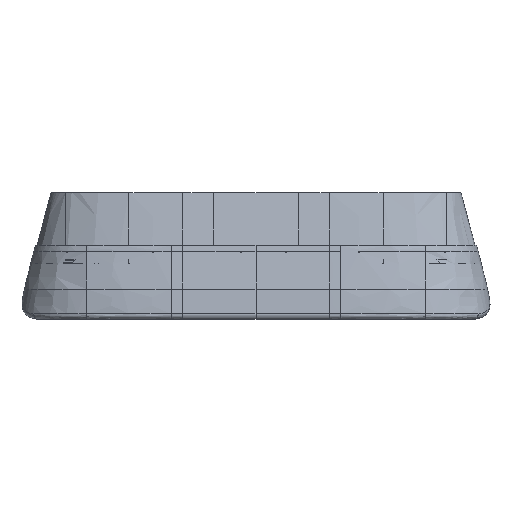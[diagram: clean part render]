
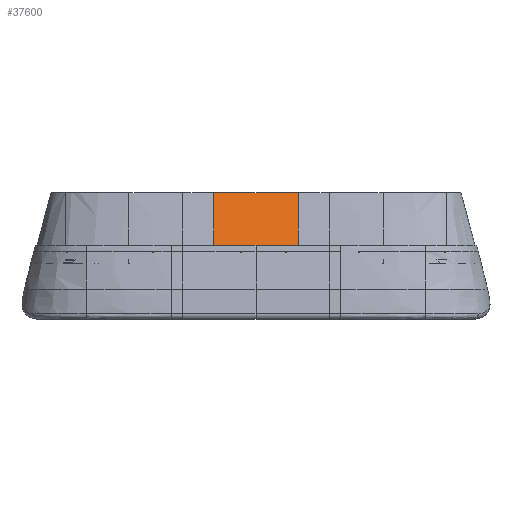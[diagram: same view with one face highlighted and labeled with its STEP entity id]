
A CAD part, top view. The second image highlights one B-rep face of the part: STEP entity #37600.
In plain terms, the highlighted planar face has unit normal (0, 0.259, 0.966).
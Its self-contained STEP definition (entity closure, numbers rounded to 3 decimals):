
#103=ELLIPSE('',#40383,1.5,1.5);
#104=ELLIPSE('',#40384,1.5,1.5);
#3652=FACE_BOUND('',#8678,.T.);
#3653=FACE_BOUND('',#8679,.T.);
#4325=PLANE('',#40382);
#5946=FACE_OUTER_BOUND('',#8677,.T.);
#8677=EDGE_LOOP('',(#32512,#32513,#32514,#32515,#32516,#32517,#32518,#32519,
#32520,#32521,#32522,#32523));
#8678=EDGE_LOOP('',(#32524));
#8679=EDGE_LOOP('',(#32525));
#11193=LINE('',#79807,#13581);
#11195=LINE('',#79811,#13583);
#11200=LINE('',#79821,#13588);
#11207=LINE('',#79835,#13595);
#11218=LINE('',#79857,#13606);
#11221=LINE('',#79863,#13609);
#11227=LINE('',#79873,#13615);
#11228=LINE('',#79875,#13616);
#11229=LINE('',#79877,#13617);
#11230=LINE('',#79879,#13618);
#11231=LINE('',#79881,#13619);
#11232=LINE('',#79882,#13620);
#13581=VECTOR('',#46921,10.);
#13583=VECTOR('',#46925,10.);
#13588=VECTOR('',#46932,10.);
#13595=VECTOR('',#46943,10.);
#13606=VECTOR('',#46958,10.);
#13609=VECTOR('',#46963,10.);
#13615=VECTOR('',#46971,10.);
#13616=VECTOR('',#46972,10.);
#13617=VECTOR('',#46973,10.);
#13618=VECTOR('',#46974,10.);
#13619=VECTOR('',#46975,10.);
#13620=VECTOR('',#46976,10.);
#17839=VERTEX_POINT('',#79804);
#17840=VERTEX_POINT('',#79806);
#17841=VERTEX_POINT('',#79810);
#17845=VERTEX_POINT('',#79819);
#17849=VERTEX_POINT('',#79833);
#17850=VERTEX_POINT('',#79834);
#17859=VERTEX_POINT('',#79856);
#17861=VERTEX_POINT('',#79862);
#17865=VERTEX_POINT('',#79874);
#17866=VERTEX_POINT('',#79876);
#17867=VERTEX_POINT('',#79878);
#17868=VERTEX_POINT('',#79880);
#17869=VERTEX_POINT('',#79883);
#17870=VERTEX_POINT('',#79885);
#22864=EDGE_CURVE('',#17840,#17839,#11193,.T.);
#22866=EDGE_CURVE('',#17839,#17841,#11195,.T.);
#22871=EDGE_CURVE('',#17841,#17845,#11200,.T.);
#22878=EDGE_CURVE('',#17849,#17850,#11207,.T.);
#22889=EDGE_CURVE('',#17859,#17849,#11218,.T.);
#22892=EDGE_CURVE('',#17861,#17859,#11221,.T.);
#22898=EDGE_CURVE('',#17845,#17861,#11227,.T.);
#22899=EDGE_CURVE('',#17850,#17865,#11228,.T.);
#22900=EDGE_CURVE('',#17866,#17865,#11229,.T.);
#22901=EDGE_CURVE('',#17867,#17866,#11230,.T.);
#22902=EDGE_CURVE('',#17867,#17868,#11231,.T.);
#22903=EDGE_CURVE('',#17868,#17840,#11232,.T.);
#22904=EDGE_CURVE('',#17869,#17869,#103,.T.);
#22905=EDGE_CURVE('',#17870,#17870,#104,.T.);
#32512=ORIENTED_EDGE('',*,*,#22864,.T.);
#32513=ORIENTED_EDGE('',*,*,#22866,.T.);
#32514=ORIENTED_EDGE('',*,*,#22871,.T.);
#32515=ORIENTED_EDGE('',*,*,#22898,.T.);
#32516=ORIENTED_EDGE('',*,*,#22892,.T.);
#32517=ORIENTED_EDGE('',*,*,#22889,.T.);
#32518=ORIENTED_EDGE('',*,*,#22878,.T.);
#32519=ORIENTED_EDGE('',*,*,#22899,.T.);
#32520=ORIENTED_EDGE('',*,*,#22900,.F.);
#32521=ORIENTED_EDGE('',*,*,#22901,.F.);
#32522=ORIENTED_EDGE('',*,*,#22902,.T.);
#32523=ORIENTED_EDGE('',*,*,#22903,.T.);
#32524=ORIENTED_EDGE('',*,*,#22904,.T.);
#32525=ORIENTED_EDGE('',*,*,#22905,.T.);
#37600=ADVANCED_FACE('',(#5946,#3652,#3653),#4325,.T.);
#40382=AXIS2_PLACEMENT_3D('',#79872,#46969,#46970);
#40383=AXIS2_PLACEMENT_3D('',#79884,#46977,#46978);
#40384=AXIS2_PLACEMENT_3D('',#79886,#46979,#46980);
#46921=DIRECTION('',(-0.695,0.695,-0.186));
#46925=DIRECTION('',(1.,0.,0.));
#46932=DIRECTION('',(-0.695,-0.695,0.186));
#46943=DIRECTION('',(-0.695,-0.695,0.186));
#46958=DIRECTION('',(1.,0.,0.));
#46963=DIRECTION('',(-0.695,0.695,-0.186));
#46969=DIRECTION('center_axis',(0.,0.259,0.966));
#46970=DIRECTION('ref_axis',(0.,-0.966,0.259));
#46971=DIRECTION('',(1.,0.,0.));
#46972=DIRECTION('',(1.,0.,0.));
#46973=DIRECTION('',(0.,-0.966,0.259));
#46974=DIRECTION('',(1.,0.,0.));
#46975=DIRECTION('',(0.,-0.966,0.259));
#46976=DIRECTION('',(1.,0.,0.));
#46977=DIRECTION('center_axis',(0.,-0.259,-0.966));
#46978=DIRECTION('ref_axis',(0.,-0.966,0.259));
#46979=DIRECTION('center_axis',(0.,-0.259,-0.966));
#46980=DIRECTION('ref_axis',(0.,-0.966,0.259));
#79804=CARTESIAN_POINT('',(-72.802,13.25,446.359));
#79806=CARTESIAN_POINT('',(-64.552,5.,448.57));
#79807=CARTESIAN_POINT('',(-102.671,43.119,438.356));
#79810=CARTESIAN_POINT('',(-27.198,13.25,446.359));
#79811=CARTESIAN_POINT('',(-13.599,13.25,446.359));
#79819=CARTESIAN_POINT('',(-35.448,5.,448.57));
#79821=CARTESIAN_POINT('',(22.822,63.271,432.956));
#79833=CARTESIAN_POINT('',(72.802,13.25,446.359));
#79834=CARTESIAN_POINT('',(64.552,5.,448.57));
#79835=CARTESIAN_POINT('',(98.689,39.137,439.423));
#79856=CARTESIAN_POINT('',(27.198,13.25,446.359));
#79857=CARTESIAN_POINT('',(36.401,13.25,446.359));
#79862=CARTESIAN_POINT('',(35.448,5.,448.57));
#79863=CARTESIAN_POINT('',(-26.804,67.253,431.889));
#79872=CARTESIAN_POINT('Origin',(0.,172.56,403.672));
#79873=CARTESIAN_POINT('',(0.,5.,448.57));
#79874=CARTESIAN_POINT('',(100.,5.,448.57));
#79875=CARTESIAN_POINT('',(0.,5.,448.57));
#79876=CARTESIAN_POINT('',(100.,172.56,403.672));
#79877=CARTESIAN_POINT('',(100.,139.697,412.478));
#79878=CARTESIAN_POINT('',(-100.,172.56,403.672));
#79879=CARTESIAN_POINT('',(0.,172.56,403.672));
#79880=CARTESIAN_POINT('',(-100.,5.,448.57));
#79881=CARTESIAN_POINT('',(-100.,139.697,412.478));
#79882=CARTESIAN_POINT('',(0.,5.,448.57));
#79883=CARTESIAN_POINT('',(-37.3,31.751,441.402));
#79884=CARTESIAN_POINT('Origin',(-35.8,31.751,441.402));
#79885=CARTESIAN_POINT('',(68.329,31.793,441.391));
#79886=CARTESIAN_POINT('Origin',(69.829,31.793,441.391));
